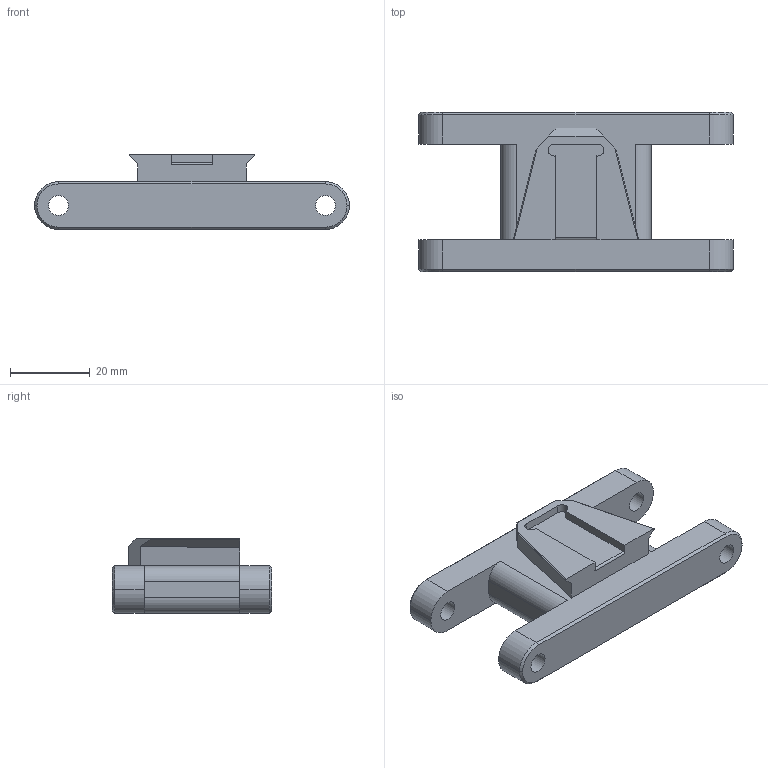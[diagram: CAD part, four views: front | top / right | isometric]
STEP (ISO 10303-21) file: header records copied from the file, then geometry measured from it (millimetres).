
FILE_DESCRIPTION(('HOOPS Exchange Step'),'2;1');
FILE_NAME('temp_export','2024-01-16T21:17:44+09:00',('mobile'),('Shapr3D Limited'),'HOOPS Exchange 2023.2','Shapr3D','Authorized');
FILE_SCHEMA( ('AUTOMOTIVE_DESIGN { 1 0 10303 214 1 1 1 1 }') );
Length unit declared in the file: millimetre
Products named in the file (1): Arm_Dual
Bounding box: 79 x 40 x 18.8 mm (x, y, z)
Volume: 27591.8 mm3; surface area: 9141.1 mm2
Topology: 1 solids, 1 shells, 100 faces, 270 edges, 178 vertices
Faces by surface type: plane 57, cylinder 24, bspline 10, cone 8, torus 1
Full cylindrical faces by diameter (mm): 5 x4
Entity records: 4545 total; most frequent: CARTESIAN_POINT 1999, ORIENTED_EDGE 540, DIRECTION 491, EDGE_CURVE 270, VECTOR 183, LINE 183, VERTEX_POINT 178, AXIS2_PLACEMENT_3D 154
